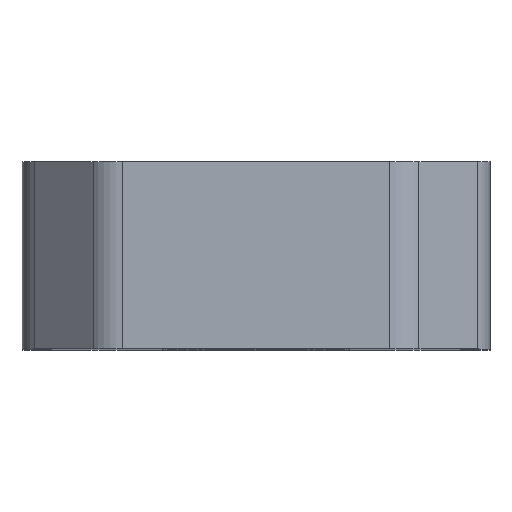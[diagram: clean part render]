
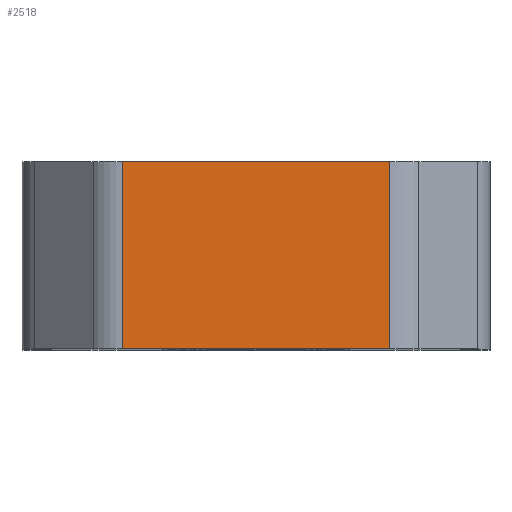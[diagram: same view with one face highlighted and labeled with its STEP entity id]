
A CAD part, top view. The second image highlights one B-rep face of the part: STEP entity #2518.
In plain terms, the highlighted planar face has unit normal (0, 0, 1).
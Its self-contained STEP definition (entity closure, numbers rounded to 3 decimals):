
#227=FACE_OUTER_BOUND($,#366,.T.);
#366=EDGE_LOOP($,(#2157,#2158,#2159,#2160));
#573=LINE($,#3790,#873);
#660=LINE($,#4060,#960);
#661=LINE($,#4063,#961);
#662=LINE($,#4064,#962);
#873=VECTOR($,#3054,25.686);
#960=VECTOR($,#3313,18.);
#961=VECTOR($,#3316,25.686);
#962=VECTOR($,#3317,18.);
#1113=VERTEX_POINT($,#3786);
#1115=VERTEX_POINT($,#3789);
#1212=VERTEX_POINT($,#4058);
#1213=VERTEX_POINT($,#4062);
#1414=EDGE_CURVE($,#1113,#1115,#573,.T.);
#1549=EDGE_CURVE($,#1212,#1113,#660,.T.);
#1550=EDGE_CURVE($,#1213,#1212,#661,.T.);
#1551=EDGE_CURVE($,#1115,#1213,#662,.T.);
#2157=ORIENTED_EDGE($,*,*,#1549,.F.);
#2158=ORIENTED_EDGE($,*,*,#1550,.F.);
#2159=ORIENTED_EDGE($,*,*,#1551,.F.);
#2160=ORIENTED_EDGE($,*,*,#1414,.F.);
#2399=PLANE($,#2700);
#2518=ADVANCED_FACE($,(#227),#2399,.T.);
#2700=AXIS2_PLACEMENT_3D($,#4061,#3314,#3315);
#3054=DIRECTION($,(1.,0.,0.));
#3313=DIRECTION($,(0.,1.,0.));
#3314=DIRECTION('center_axis',(0.,0.,1.));
#3315=DIRECTION('ref_axis',(1.,0.,0.));
#3316=DIRECTION($,(-1.,0.,0.));
#3317=DIRECTION($,(0.,-1.,0.));
#3786=CARTESIAN_POINT('',(-21.843,18.,62.));
#3789=CARTESIAN_POINT('',(3.843,18.,62.));
#3790=CARTESIAN_POINT($,(-9.,18.,62.));
#4058=CARTESIAN_POINT('',(-21.843,0.,62.));
#4060=CARTESIAN_POINT($,(-21.843,0.,62.));
#4061=CARTESIAN_POINT('Origin',(-23.5,0.,62.));
#4062=CARTESIAN_POINT('',(3.843,0.,62.));
#4063=CARTESIAN_POINT($,(-9.,0.,62.));
#4064=CARTESIAN_POINT($,(3.843,0.,62.));
